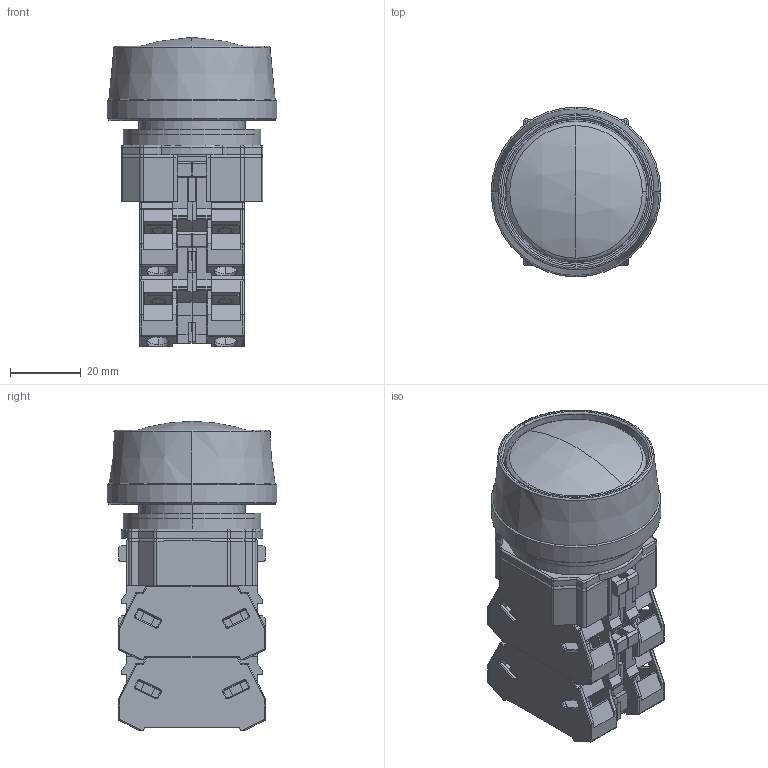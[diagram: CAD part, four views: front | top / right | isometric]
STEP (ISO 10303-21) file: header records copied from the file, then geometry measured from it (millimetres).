
FILE_DESCRIPTION (( 'STEP AP203' ), '1' );
FILE_NAME ('OUTSIDE-ABGD3_AOGD3.STEP', '2017-03-13T03:48:13', ( '' ), ( '' ), 'SwSTEP 2.0', 'SolidWorks 2014', '' );
FILE_SCHEMA (( 'CONFIG_CONTROL_DESIGN' ));
Length unit declared in the file: millimetre
Products named in the file (6): OUTSIDE-OW-12; OUTSIDE-HW-U; OUTSIDE-OW-11; OUTSIDE-ABGD3_AOGD3; OUTSIDE-ABD3_AOD3_BODY; OUTSIDE-ABN3G
Assembly tree (8 placements, depth 2):
  OUTSIDE-ABGD3_AOGD3
    OUTSIDE-ABD3_AOD3_BODY
    OUTSIDE-OW-12
    OUTSIDE-OW-11
    OUTSIDE-ABN3G
    OUTSIDE-HW-U  x4
Bounding box: 48 x 48 x 87.4 mm (x, y, z)
Volume: 93469.4 mm3; surface area: 39643.2 mm2
Topology: 9 solids, 9 shells, 1286 faces, 3483 edges, 2219 vertices
Faces by surface type: plane 741, cylinder 346, bspline 156, cone 22, torus 11, sphere 10
Entity records: 17285 total; most frequent: CARTESIAN_POINT 4927, ORIENTED_EDGE 2518, DIRECTION 2323, EDGE_CURVE 1259, VECTOR 851, LINE 851, VERTEX_POINT 803, AXIS2_PLACEMENT_3D 736
